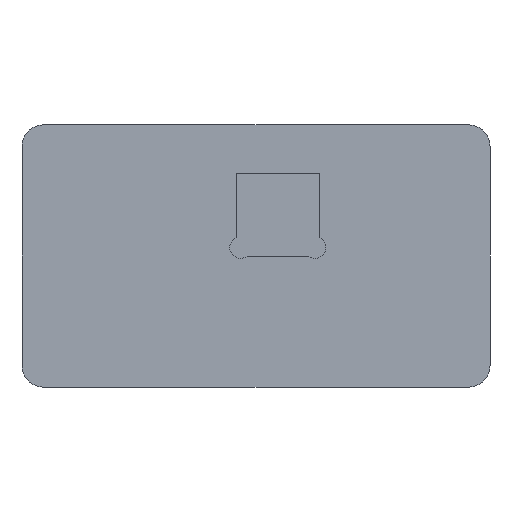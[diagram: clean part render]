
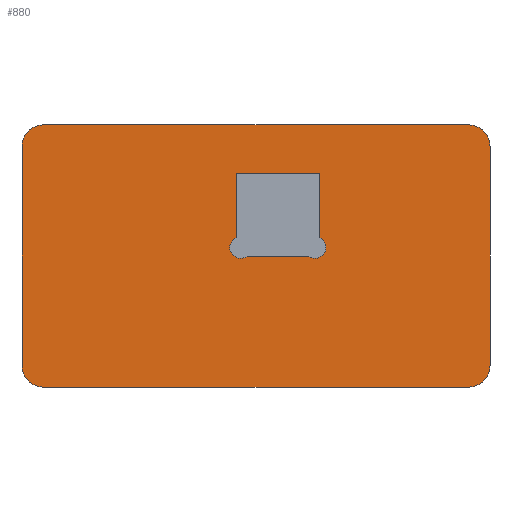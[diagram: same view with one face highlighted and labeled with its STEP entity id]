
A CAD part, front view. The second image highlights one B-rep face of the part: STEP entity #880.
In plain terms, the highlighted planar face has unit normal (0, -1, 0).
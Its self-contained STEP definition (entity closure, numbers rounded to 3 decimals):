
#241=CARTESIAN_POINT('',(-0.5,-0.5,0.195));
#242=DIRECTION('',(0.,-1.,0.));
#243=DIRECTION('',(-0.4,0.,0.917));
#244=AXIS2_PLACEMENT_3D('',#241,#242,#243);
#246=DIRECTION('',(1.,0.,0.));
#247=VECTOR('',#246,1.4);
#248=CARTESIAN_POINT('',(-0.35,-0.5,-0.005));
#249=LINE('',#248,#247);
#250=CARTESIAN_POINT('',(1.2,-0.5,0.195));
#251=DIRECTION('',(0.,-1.,0.));
#252=DIRECTION('',(-0.6,0.,-0.8));
#253=AXIS2_PLACEMENT_3D('',#250,#251,#252);
#255=CARTESIAN_POINT('',(4.7,-0.5,-2.5));
#256=DIRECTION('',(0.,-1.,0.));
#257=DIRECTION('',(0.,0.,-1.));
#258=AXIS2_PLACEMENT_3D('',#255,#256,#257);
#260=DIRECTION('',(1.,0.,0.));
#261=VECTOR('',#260,9.7);
#262=CARTESIAN_POINT('',(-5.,-0.5,-3.));
#263=LINE('',#262,#261);
#264=CARTESIAN_POINT('',(-5.,-0.5,-2.5));
#265=DIRECTION('',(0.,-1.,0.));
#266=DIRECTION('',(-1.,0.,0.));
#267=AXIS2_PLACEMENT_3D('',#264,#265,#266);
#269=DIRECTION('',(0.,0.,-1.));
#270=VECTOR('',#269,5.);
#271=CARTESIAN_POINT('',(-5.5,-0.5,2.5));
#272=LINE('',#271,#270);
#273=CARTESIAN_POINT('',(-5.,-0.5,2.5));
#274=DIRECTION('',(0.,-1.,0.));
#275=DIRECTION('',(0.,0.,1.));
#276=AXIS2_PLACEMENT_3D('',#273,#274,#275);
#278=DIRECTION('',(-1.,0.,0.));
#279=VECTOR('',#278,9.7);
#280=CARTESIAN_POINT('',(4.7,-0.5,3.));
#281=LINE('',#280,#279);
#282=CARTESIAN_POINT('',(4.7,-0.5,2.5));
#283=DIRECTION('',(0.,-1.,0.));
#284=DIRECTION('',(1.,0.,0.));
#285=AXIS2_PLACEMENT_3D('',#282,#283,#284);
#287=DIRECTION('',(0.,0.,1.));
#288=VECTOR('',#287,5.);
#289=CARTESIAN_POINT('',(5.2,-0.5,-2.5));
#290=LINE('',#289,#288);
#291=DIRECTION('',(1.,0.,0.));
#292=VECTOR('',#291,1.9);
#293=CARTESIAN_POINT('',(-0.6,-0.5,1.895));
#294=LINE('',#293,#292);
#307=DIRECTION('',(0.,0.,-1.));
#308=VECTOR('',#307,1.471);
#309=CARTESIAN_POINT('',(1.3,-0.5,1.895));
#310=LINE('',#309,#308);
#341=DIRECTION('',(0.,0.,1.));
#342=VECTOR('',#341,1.471);
#343=CARTESIAN_POINT('',(-0.6,-0.5,0.424));
#344=LINE('',#343,#342);
#405=CARTESIAN_POINT('',(4.7,-0.5,-3.));
#406=VERTEX_POINT('',#405);
#407=CARTESIAN_POINT('',(5.2,-0.5,-2.5));
#408=VERTEX_POINT('',#407);
#413=CARTESIAN_POINT('',(5.2,-0.5,2.5));
#414=VERTEX_POINT('',#413);
#415=CARTESIAN_POINT('',(4.7,-0.5,3.));
#416=VERTEX_POINT('',#415);
#421=CARTESIAN_POINT('',(-5.,-0.5,3.));
#422=VERTEX_POINT('',#421);
#423=CARTESIAN_POINT('',(-5.5,-0.5,2.5));
#424=VERTEX_POINT('',#423);
#429=CARTESIAN_POINT('',(-5.5,-0.5,-2.5));
#430=VERTEX_POINT('',#429);
#431=CARTESIAN_POINT('',(-5.,-0.5,-3.));
#432=VERTEX_POINT('',#431);
#433=CARTESIAN_POINT('',(-0.6,-0.5,1.895));
#435=VERTEX_POINT('',#433);
#437=CARTESIAN_POINT('',(1.3,-0.5,1.895));
#439=VERTEX_POINT('',#437);
#441=CARTESIAN_POINT('',(-0.6,-0.5,0.424));
#443=VERTEX_POINT('',#441);
#445=CARTESIAN_POINT('',(1.3,-0.5,0.424));
#447=VERTEX_POINT('',#445);
#453=CARTESIAN_POINT('',(-0.35,-0.5,-0.005));
#454=CARTESIAN_POINT('',(1.05,-0.5,-0.005));
#455=VERTEX_POINT('',#453);
#456=VERTEX_POINT('',#454);
#851=CARTESIAN_POINT('',(0.,-0.5,0.));
#852=DIRECTION('',(0.,-1.,0.));
#853=DIRECTION('',(-1.,0.,0.));
#854=AXIS2_PLACEMENT_3D('',#851,#852,#853);
#855=PLANE('',#854);
#856=ORIENTED_EDGE('',*,*,#747,.F.);
#857=ORIENTED_EDGE('',*,*,#763,.F.);
#858=ORIENTED_EDGE('',*,*,#776,.F.);
#859=ORIENTED_EDGE('',*,*,#789,.F.);
#860=ORIENTED_EDGE('',*,*,#804,.F.);
#861=ORIENTED_EDGE('',*,*,#817,.F.);
#862=ORIENTED_EDGE('',*,*,#832,.F.);
#863=ORIENTED_EDGE('',*,*,#844,.F.);
#864=EDGE_LOOP('',(#856,#857,#858,#859,#860,#861,#862,#863));
#865=FACE_OUTER_BOUND('',#864,.F.);
#867=ORIENTED_EDGE('',*,*,#866,.F.);
#869=ORIENTED_EDGE('',*,*,#868,.F.);
#871=ORIENTED_EDGE('',*,*,#870,.T.);
#873=ORIENTED_EDGE('',*,*,#872,.T.);
#875=ORIENTED_EDGE('',*,*,#874,.T.);
#877=ORIENTED_EDGE('',*,*,#876,.F.);
#878=EDGE_LOOP('',(#867,#869,#871,#873,#875,#877));
#879=FACE_BOUND('',#878,.F.);
#880=ADVANCED_FACE('',(#865,#879),#855,.T.);
#245=CIRCLE('',#244,0.25);
#254=CIRCLE('',#253,0.25);
#259=CIRCLE('',#258,0.5);
#268=CIRCLE('',#267,0.5);
#277=CIRCLE('',#276,0.5);
#286=CIRCLE('',#285,0.5);
#747=EDGE_CURVE('',#406,#408,#259,.T.);
#763=EDGE_CURVE('',#432,#406,#263,.T.);
#776=EDGE_CURVE('',#430,#432,#268,.T.);
#789=EDGE_CURVE('',#424,#430,#272,.T.);
#804=EDGE_CURVE('',#422,#424,#277,.T.);
#817=EDGE_CURVE('',#416,#422,#281,.T.);
#832=EDGE_CURVE('',#414,#416,#286,.T.);
#844=EDGE_CURVE('',#408,#414,#290,.T.);
#866=EDGE_CURVE('',#435,#439,#294,.T.);
#868=EDGE_CURVE('',#443,#435,#344,.T.);
#870=EDGE_CURVE('',#443,#455,#245,.T.);
#872=EDGE_CURVE('',#455,#456,#249,.T.);
#874=EDGE_CURVE('',#456,#447,#254,.T.);
#876=EDGE_CURVE('',#439,#447,#310,.T.);
